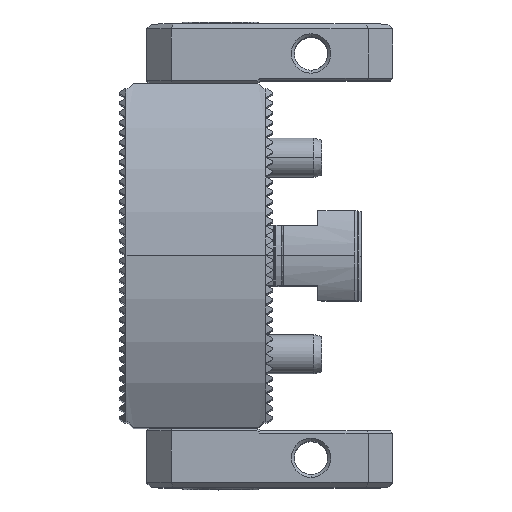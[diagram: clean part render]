
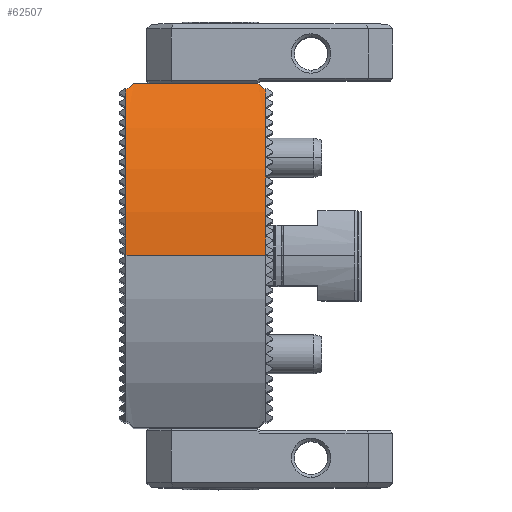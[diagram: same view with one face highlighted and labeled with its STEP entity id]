
A CAD part, top view. The second image highlights one B-rep face of the part: STEP entity #62507.
In plain terms, the highlighted cylindrical face has radius 65 mm (diameter 130 mm), a partial arc.
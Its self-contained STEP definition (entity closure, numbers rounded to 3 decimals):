
#795 = CIRCLE ( 'NONE', #27225, 65. ) ;
#1666 = EDGE_CURVE ( 'NONE', #41834, #33378, #22511, .T. ) ;
#1738 = FACE_OUTER_BOUND ( 'NONE', #12197, .T. ) ;
#2580 = DIRECTION ( 'NONE',  ( 0., 0., 1. ) ) ;
#4029 = CARTESIAN_POINT ( 'NONE',  ( 15.8, 33.8, 80.521 ) ) ;
#4106 = VECTOR ( 'NONE', #50490, 1000. ) ;
#4482 = VERTEX_POINT ( 'NONE', #32887 ) ;
#4693 = CARTESIAN_POINT ( 'NONE',  ( 14.2, 0., 25. ) ) ;
#4797 = CARTESIAN_POINT ( 'NONE',  ( 13.397, 34.203, 80.276 ) ) ;
#5220 = CARTESIAN_POINT ( 'NONE',  ( -12.997, 34.603, 80.026 ) ) ;
#7529 = DIRECTION ( 'NONE',  ( 1., 0., 0. ) ) ;
#7595 = EDGE_CURVE ( 'NONE', #25568, #57389, #34186, .T. ) ;
#8135 = AXIS2_PLACEMENT_3D ( 'NONE', #61877, #32202, #2580 ) ;
#9144 = CARTESIAN_POINT ( 'NONE',  ( -14.2, 0., 90. ) ) ;
#9632 = DIRECTION ( 'NONE',  ( 0., 0., -1. ) ) ;
#9707 = CARTESIAN_POINT ( 'NONE',  ( 14.2, 0., 90. ) ) ;
#10186 = CARTESIAN_POINT ( 'NONE',  ( -13.8, 33.8, 80.521 ) ) ;
#10841 = EDGE_CURVE ( 'NONE', #21662, #41834, #40630, .T. ) ;
#10954 = CARTESIAN_POINT ( 'NONE',  ( 15.8, 33.8, 80.521 ) ) ;
#12197 = EDGE_LOOP ( 'NONE', ( #43266, #18071, #28919, #53800, #20239, #38168, #44100, #53597 ) ) ;
#12291 = LINE ( 'NONE', #4029, #63398 ) ;
#14994 = AXIS2_PLACEMENT_3D ( 'NONE', #37236, #7529, #42191 ) ;
#15827 = DIRECTION ( 'NONE',  ( -1., 0., 0. ) ) ;
#18071 = ORIENTED_EDGE ( 'NONE', *, *, #35309, .T. ) ;
#19191 = VERTEX_POINT ( 'NONE', #49999 ) ;
#20239 = ORIENTED_EDGE ( 'NONE', *, *, #21545, .T. ) ;
#21091 = VECTOR ( 'NONE', #15827, 1000. ) ;
#21545 = EDGE_CURVE ( 'NONE', #4482, #21662, #55297, .T. ) ;
#21662 = VERTEX_POINT ( 'NONE', #56498 ) ;
#22511 = LINE ( 'NONE', #10954, #35666 ) ;
#25568 = VERTEX_POINT ( 'NONE', #9707 ) ;
#27225 = AXIS2_PLACEMENT_3D ( 'NONE', #4693, #39328, #9632 ) ;
#28919 = ORIENTED_EDGE ( 'NONE', *, *, #44978, .F. ) ;
#32202 = DIRECTION ( 'NONE',  ( -1., 0., 0. ) ) ;
#32887 = CARTESIAN_POINT ( 'NONE',  ( 12.6, 35., 79.772 ) ) ;
#33378 = VERTEX_POINT ( 'NONE', #62296 ) ;
#34186 = LINE ( 'NONE', #50491, #21091 ) ;
#35309 = EDGE_CURVE ( 'NONE', #25568, #19191, #795, .T. ) ;
#35666 = VECTOR ( 'NONE', #60536, 1000. ) ;
#37236 = CARTESIAN_POINT ( 'NONE',  ( -14.2, 0., 25. ) ) ;
#38168 = ORIENTED_EDGE ( 'NONE', *, *, #10841, .T. ) ;
#38264 = DIRECTION ( 'NONE',  ( 1., 0., 0. ) ) ;
#39328 = DIRECTION ( 'NONE',  ( -1., 0., 0. ) ) ;
#39432 = CARTESIAN_POINT ( 'NONE',  ( 13.8, 33.8, 80.521 ) ) ;
#39658 = CYLINDRICAL_SURFACE ( 'NONE', #8135, 65. ) ;
#39848 = CARTESIAN_POINT ( 'NONE',  ( -13.397, 34.203, 80.276 ) ) ;
#40630 =( BOUNDED_CURVE ( )  B_SPLINE_CURVE ( 3, ( #49623, #5220, #39848, #10186 ),
 .UNSPECIFIED., .F., .F. ) 
 B_SPLINE_CURVE_WITH_KNOTS ( ( 4, 4 ),
 ( 4.144, 4.166 ),
 .UNSPECIFIED. ) 
 CURVE ( )  GEOMETRIC_REPRESENTATION_ITEM ( )  RATIONAL_B_SPLINE_CURVE ( ( 1., 1., 1., 1. ) ) 
 REPRESENTATION_ITEM ( '' )  );
#41834 = VERTEX_POINT ( 'NONE', #47761 ) ;
#42191 = DIRECTION ( 'NONE',  ( 0., 0., -1. ) ) ;
#43266 = ORIENTED_EDGE ( 'NONE', *, *, #7595, .F. ) ;
#43345 = CARTESIAN_POINT ( 'NONE',  ( 13.8, 33.8, 80.521 ) ) ;
#44100 = ORIENTED_EDGE ( 'NONE', *, *, #1666, .T. ) ;
#44978 = EDGE_CURVE ( 'NONE', #49757, #19191, #12291, .T. ) ;
#45576 = EDGE_CURVE ( 'NONE', #4482, #49757, #51011, .T. ) ;
#46925 = CIRCLE ( 'NONE', #14994, 65. ) ;
#47761 = CARTESIAN_POINT ( 'NONE',  ( -13.8, 33.8, 80.521 ) ) ;
#49623 = CARTESIAN_POINT ( 'NONE',  ( -12.6, 35., 79.772 ) ) ;
#49757 = VERTEX_POINT ( 'NONE', #43345 ) ;
#49999 = CARTESIAN_POINT ( 'NONE',  ( 14.2, 33.8, 80.521 ) ) ;
#50490 = DIRECTION ( 'NONE',  ( -1., 0., 0. ) ) ;
#50491 = CARTESIAN_POINT ( 'NONE',  ( 15.8, 0., 90. ) ) ;
#51011 =( BOUNDED_CURVE ( )  B_SPLINE_CURVE ( 3, ( #64092, #54179, #4797, #39432 ),
 .UNSPECIFIED., .F., .F. ) 
 B_SPLINE_CURVE_WITH_KNOTS ( ( 4, 4 ),
 ( 1.002, 1.024 ),
 .UNSPECIFIED. ) 
 CURVE ( )  GEOMETRIC_REPRESENTATION_ITEM ( )  RATIONAL_B_SPLINE_CURVE ( ( 1., 1., 1., 1. ) ) 
 REPRESENTATION_ITEM ( '' )  );
#53597 = ORIENTED_EDGE ( 'NONE', *, *, #56766, .T. ) ;
#53800 = ORIENTED_EDGE ( 'NONE', *, *, #45576, .F. ) ;
#54179 = CARTESIAN_POINT ( 'NONE',  ( 12.997, 34.603, 80.026 ) ) ;
#55297 = LINE ( 'NONE', #55443, #4106 ) ;
#55443 = CARTESIAN_POINT ( 'NONE',  ( 15.8, 35., 79.772 ) ) ;
#56498 = CARTESIAN_POINT ( 'NONE',  ( -12.6, 35., 79.772 ) ) ;
#56766 = EDGE_CURVE ( 'NONE', #33378, #57389, #46925, .T. ) ;
#57389 = VERTEX_POINT ( 'NONE', #9144 ) ;
#60536 = DIRECTION ( 'NONE',  ( -1., 0., 0. ) ) ;
#61877 = CARTESIAN_POINT ( 'NONE',  ( 15.8, 0., 25. ) ) ;
#62296 = CARTESIAN_POINT ( 'NONE',  ( -14.2, 33.8, 80.521 ) ) ;
#62507 = ADVANCED_FACE ( 'NONE', ( #1738 ), #39658, .T. ) ;
#63398 = VECTOR ( 'NONE', #38264, 1000. ) ;
#64092 = CARTESIAN_POINT ( 'NONE',  ( 12.6, 35., 79.772 ) ) ;
